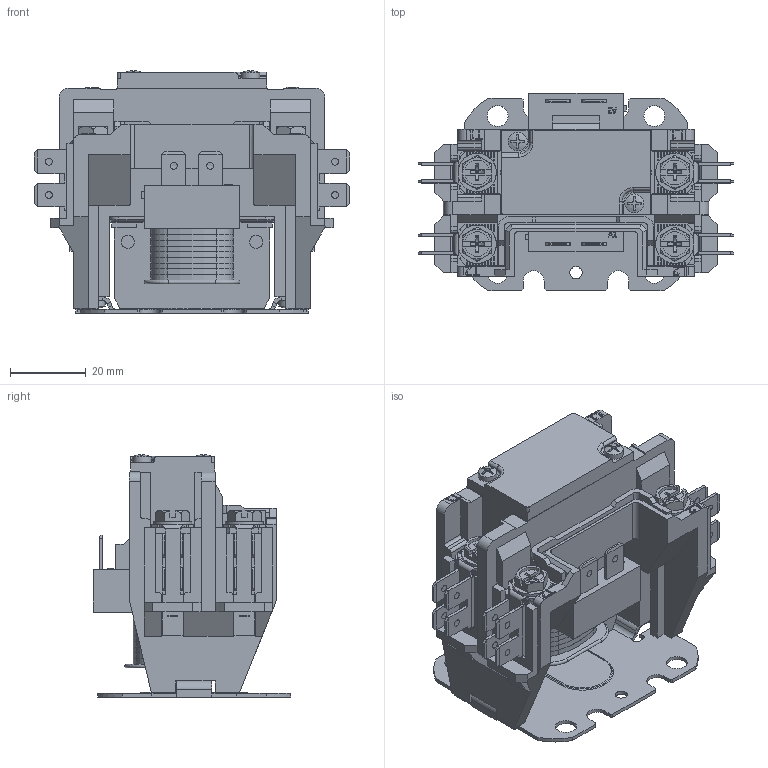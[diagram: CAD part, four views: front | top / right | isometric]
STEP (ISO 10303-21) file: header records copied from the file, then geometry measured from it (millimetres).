
FILE_DESCRIPTION(/* description */ (''),/* implementation_level */ '2;1');
FILE_NAME(/* name */ 'HCCY1XT02AA400.stp',/* time_stamp */ '2014-07-21T10:00:45-05:00',/* author */ ('MM'),/* organization */ (''),/* preprocessor_version */ 'ST-DEVELOPER v15.2',/* originating_system */ 'Autodesk Inventor 2014',/* authorisation */ '');
FILE_SCHEMA (('AUTOMOTIVE_DESIGN { 1 0 10303 214 3 1 1 }'));
Products named in the file (1): HCC_1X-AA
Bounding box: 83.13 x 52 x 63.9 mm (x, y, z)
Volume: 5.9 mm3; surface area: 34550.5 mm2
Topology: 68 solids, 69 shells, 2564 faces, 6717 edges, 4302 vertices
Faces by surface type: plane 1997, cylinder 403, bspline 66, torus 48, sphere 46, cone 4
Full cylindrical faces by diameter (mm): 3.22 x2, 3.4 x4, 4.725 x4, 4.826 x2, 4.95 x4, 5.2 x4, 5.5 x4, 7 x4, 10.1 x4
Entity records: 84967 total; most frequent: CARTESIAN_POINT 19822, ORIENTED_EDGE 13216, DIRECTION 12479, EDGE_CURVE 6608, LINE 5197, VECTOR 5197, VERTEX_POINT 4239, AXIS2_PLACEMENT_3D 3641
